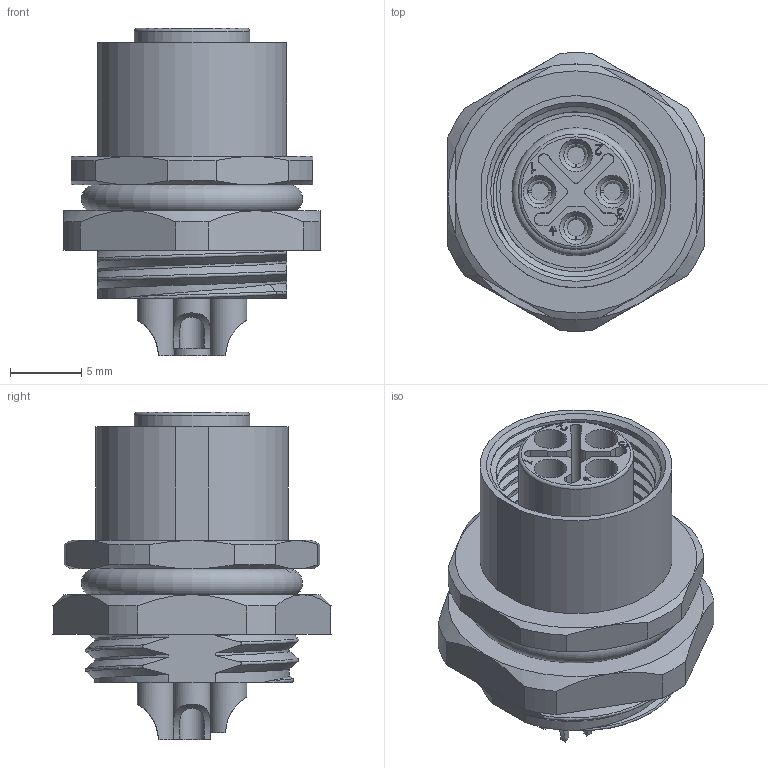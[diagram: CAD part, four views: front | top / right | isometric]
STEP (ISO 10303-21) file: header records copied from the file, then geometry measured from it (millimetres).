
FILE_DESCRIPTION(/* description */ (''),/* implementation_level */ '2;1');
FILE_NAME(/* name */ '2222.stp',/* time_stamp */ '2024-03-20T13:46:47+08:00',/* author */ (''),/* organization */ (''),/* preprocessor_version */ 'ST-DEVELOPER v18.1',/* originating_system */ 'SIEMENS PLM Software NX 1980',/* authorisation */ '');
FILE_SCHEMA (('AUTOMOTIVE_DESIGN { 1 0 10303 214 3 1 1 1 }'));
Length unit declared in the file: millimetre
Products named in the file (1): 2222
Bounding box: 18 x 19.57 x 23 mm (x, y, z)
Volume: 2936.2 mm3; surface area: 3368.7 mm2
Topology: 1 solids, 6 shells, 343 faces, 879 edges, 565 vertices
Faces by surface type: plane 124, cylinder 109, cone 58, torus 27, bspline 22, extrusion 3
Full cylindrical faces by diameter (mm): 1.6 x4, 1.7 x4, 1.75 x4, 2.2 x8, 2.3 x12, 2.6 x4, 8.1 x2, 10.7 x1, 12 x8, 13 x1, 13.8 x2
Entity records: 14009 total; most frequent: CARTESIAN_POINT 6933, ORIENTED_EDGE 1488, DIRECTION 1265, EDGE_CURVE 744, AXIS2_PLACEMENT_3D 517, VERTEX_POINT 506, EDGE_LOOP 435, ADVANCED_FACE 332
